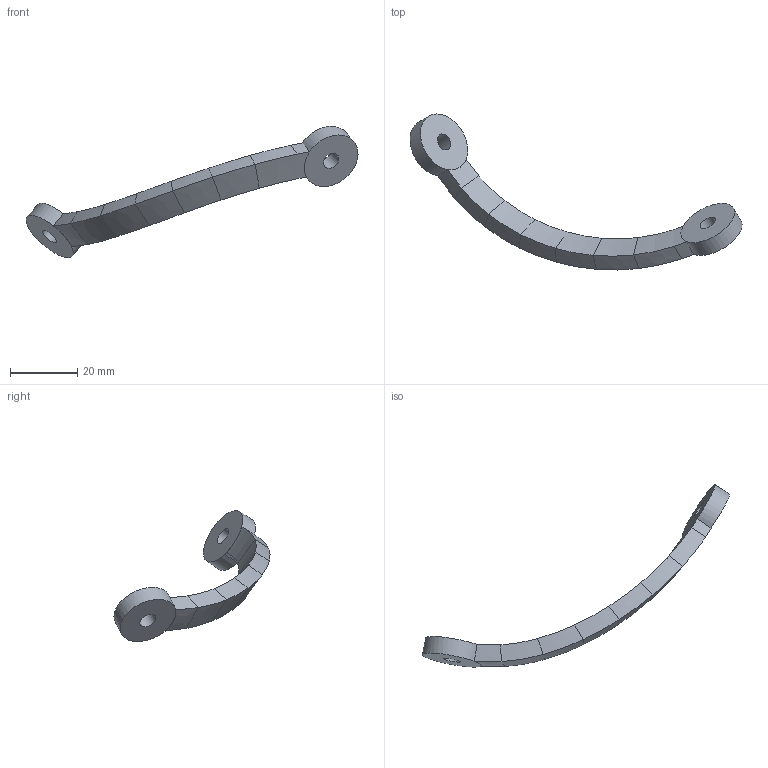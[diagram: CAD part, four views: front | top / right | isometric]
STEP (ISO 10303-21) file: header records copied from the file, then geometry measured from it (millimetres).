
FILE_DESCRIPTION(/* description */ (''),/* implementation_level */ '2;1');
FILE_NAME(/* name */ 'link.step',/* time_stamp */ '2025-07-20T02:18:12-04:00',/* author */ (''),/* organization */ (''),/* preprocessor_version */ 'ST-DEVELOPER v20.1',/* originating_system */ 'Autodesk Translation Framework v14.10.0.0',/* authorisation */ '');
FILE_SCHEMA (('AUTOMOTIVE_DESIGN { 1 0 10303 214 3 1 1 }'));
Length unit declared in the file: inch
Products named in the file (1): link
Bounding box: 98.87 x 46.49 x 39.05 mm (x, y, z)
Volume: 5964.2 mm3; surface area: 3828.4 mm2
Topology: 1 solids, 1 shells, 44 faces, 94 edges, 52 vertices
Faces by surface type: bspline 31, cylinder 9, plane 4
Full cylindrical faces by diameter (mm): 5.1 x2, 17.805 x1
Entity records: 1704 total; most frequent: CARTESIAN_POINT 961, ORIENTED_EDGE 188, EDGE_CURVE 94, B_SPLINE_CURVE_WITH_KNOTS 76, DIRECTION 60, VERTEX_POINT 52, EDGE_LOOP 48, FACE_OUTER_BOUND 44
